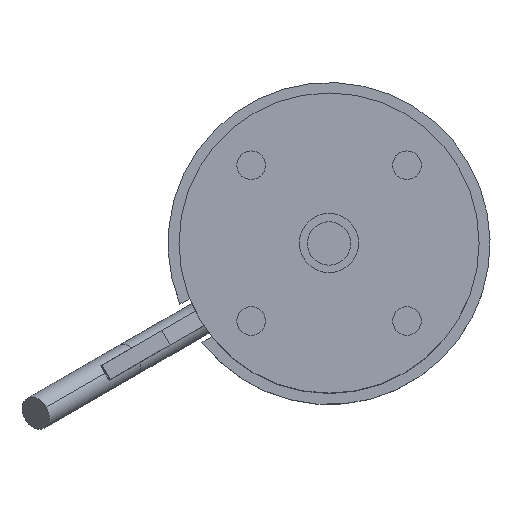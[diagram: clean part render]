
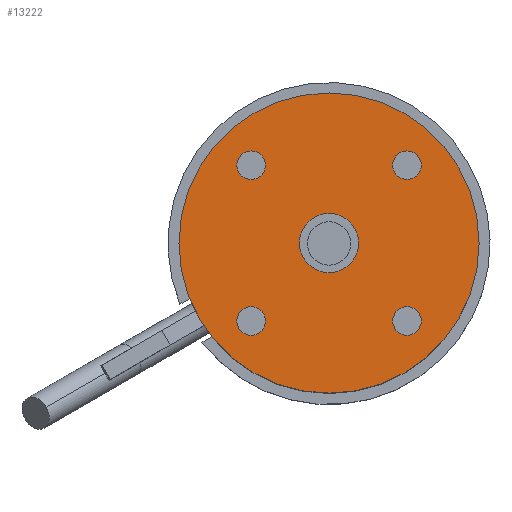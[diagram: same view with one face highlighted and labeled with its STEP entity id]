
A CAD part, top view. The second image highlights one B-rep face of the part: STEP entity #13222.
In plain terms, the highlighted face is planar.
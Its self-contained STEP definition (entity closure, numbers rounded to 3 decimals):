
#27 = CARTESIAN_POINT ( 'NONE',  ( 40.222, -7.209, -0.172 ) ) ;
#518 = VERTEX_POINT ( 'NONE', #15150 ) ;
#521 = DIRECTION ( 'NONE',  ( -1., 0., 0. ) ) ;
#534 = DIRECTION ( 'NONE',  ( 0., -0.5, -0.866 ) ) ;
#855 = AXIS2_PLACEMENT_3D ( 'NONE', #4278, #5283, #9157 ) ;
#882 = CARTESIAN_POINT ( 'NONE',  ( 40.222, 2.071, -6.727 ) ) ;
#998 = AXIS2_PLACEMENT_3D ( 'NONE', #2736, #521, #10334 ) ;
#1063 = EDGE_CURVE ( 'NONE', #10239, #11781, #2614, .T. ) ;
#1221 = DIRECTION ( 'NONE',  ( 0., -0.5, -0.866 ) ) ;
#1375 = VERTEX_POINT ( 'NONE', #6538 ) ;
#1437 = AXIS2_PLACEMENT_3D ( 'NONE', #1995, #8846, #2852 ) ;
#1492 = CARTESIAN_POINT ( 'NONE',  ( 40.222, 0., 1. ) ) ;
#1830 = CARTESIAN_POINT ( 'NONE',  ( 40.222, 7.727, 3.071 ) ) ;
#1882 = DIRECTION ( 'NONE',  ( -1., 0., 0. ) ) ;
#1922 = ORIENTED_EDGE ( 'NONE', *, *, #6848, .T. ) ;
#1995 = CARTESIAN_POINT ( 'NONE',  ( 40.222, -2.071, 8.727 ) ) ;
#2001 = CARTESIAN_POINT ( 'NONE',  ( 40.222, 2.589, -5.829 ) ) ;
#2097 = EDGE_LOOP ( 'NONE', ( #9935, #7736 ) ) ;
#2206 = CIRCLE ( 'NONE', #1437, 1.038 ) ;
#2382 = CARTESIAN_POINT ( 'NONE',  ( 40.222, -7.727, -1.071 ) ) ;
#2414 = AXIS2_PLACEMENT_3D ( 'NONE', #882, #8316, #5701 ) ;
#2527 = EDGE_LOOP ( 'NONE', ( #12638, #7626 ) ) ;
#2614 = CIRCLE ( 'NONE', #11975, 1.038 ) ;
#2736 = CARTESIAN_POINT ( 'NONE',  ( 40.222, 0., 1. ) ) ;
#2754 = FACE_BOUND ( 'NONE', #9102, .T. ) ;
#2797 = CARTESIAN_POINT ( 'NONE',  ( 40.222, -1.552, 9.626 ) ) ;
#2852 = DIRECTION ( 'NONE',  ( 0., -0.5, -0.866 ) ) ;
#2902 = AXIS2_PLACEMENT_3D ( 'NONE', #2382, #3798, #8322 ) ;
#2972 = EDGE_CURVE ( 'NONE', #6650, #14124, #3384, .T. ) ;
#3002 = DIRECTION ( 'NONE',  ( -1., 0., 0. ) ) ;
#3018 = AXIS2_PLACEMENT_3D ( 'NONE', #14691, #3644, #12343 ) ;
#3019 = AXIS2_PLACEMENT_3D ( 'NONE', #10992, #3944, #13542 ) ;
#3049 = ORIENTED_EDGE ( 'NONE', *, *, #10404, .T. ) ;
#3285 = CIRCLE ( 'NONE', #5545, 1.038 ) ;
#3384 = CIRCLE ( 'NONE', #855, 10.9 ) ;
#3537 = EDGE_CURVE ( 'NONE', #11781, #10239, #10741, .T. ) ;
#3571 = EDGE_CURVE ( 'NONE', #6969, #1375, #11503, .T. ) ;
#3644 = DIRECTION ( 'NONE',  ( -1., 0., 0. ) ) ;
#3798 = DIRECTION ( 'NONE',  ( -1., 0., 0. ) ) ;
#3944 = DIRECTION ( 'NONE',  ( -1., 0., 0. ) ) ;
#3984 = CARTESIAN_POINT ( 'NONE',  ( 40.222, -8.246, -1.969 ) ) ;
#3990 = ORIENTED_EDGE ( 'NONE', *, *, #3537, .T. ) ;
#4023 = DIRECTION ( 'NONE',  ( 0., -0.5, -0.866 ) ) ;
#4278 = CARTESIAN_POINT ( 'NONE',  ( 40.222, 0., 1. ) ) ;
#4331 = CARTESIAN_POINT ( 'NONE',  ( 40.222, 1.552, -7.626 ) ) ;
#4753 = EDGE_LOOP ( 'NONE', ( #11306, #7516 ) ) ;
#4891 = VERTEX_POINT ( 'NONE', #4331 ) ;
#5040 = FACE_BOUND ( 'NONE', #2097, .T. ) ;
#5126 = DIRECTION ( 'NONE',  ( 1., 0., 0. ) ) ;
#5188 = CARTESIAN_POINT ( 'NONE',  ( 40.222, 2.071, -6.727 ) ) ;
#5283 = DIRECTION ( 'NONE',  ( -1., 0., 0. ) ) ;
#5545 = AXIS2_PLACEMENT_3D ( 'NONE', #1830, #13952, #6647 ) ;
#5701 = DIRECTION ( 'NONE',  ( 0., -0.5, -0.866 ) ) ;
#5777 = AXIS2_PLACEMENT_3D ( 'NONE', #6176, #5126, #1221 ) ;
#5813 = DIRECTION ( 'NONE',  ( 0., -0.5, -0.866 ) ) ;
#6163 = FACE_BOUND ( 'NONE', #2527, .T. ) ;
#6176 = CARTESIAN_POINT ( 'NONE',  ( 40.222, 0., 1. ) ) ;
#6538 = CARTESIAN_POINT ( 'NONE',  ( 40.222, -1.075, -0.862 ) ) ;
#6633 = EDGE_LOOP ( 'NONE', ( #3990, #12427 ) ) ;
#6647 = DIRECTION ( 'NONE',  ( 0., -0.5, -0.866 ) ) ;
#6650 = VERTEX_POINT ( 'NONE', #11499 ) ;
#6723 = CARTESIAN_POINT ( 'NONE',  ( 40.222, 7.209, 2.172 ) ) ;
#6731 = ORIENTED_EDGE ( 'NONE', *, *, #7043, .T. ) ;
#6848 = EDGE_CURVE ( 'NONE', #13037, #4891, #14057, .T. ) ;
#6969 = VERTEX_POINT ( 'NONE', #8589 ) ;
#7043 = EDGE_CURVE ( 'NONE', #4891, #13037, #10967, .T. ) ;
#7082 = VERTEX_POINT ( 'NONE', #15091 ) ;
#7516 = ORIENTED_EDGE ( 'NONE', *, *, #2972, .F. ) ;
#7557 = VERTEX_POINT ( 'NONE', #6723 ) ;
#7626 = ORIENTED_EDGE ( 'NONE', *, *, #3571, .F. ) ;
#7736 = ORIENTED_EDGE ( 'NONE', *, *, #13039, .T. ) ;
#7795 = CIRCLE ( 'NONE', #3018, 1.038 ) ;
#8316 = DIRECTION ( 'NONE',  ( -1., 0., 0. ) ) ;
#8322 = DIRECTION ( 'NONE',  ( 0., -0.5, -0.866 ) ) ;
#8451 = VERTEX_POINT ( 'NONE', #2797 ) ;
#8523 = EDGE_LOOP ( 'NONE', ( #6731, #1922 ) ) ;
#8589 = CARTESIAN_POINT ( 'NONE',  ( 40.222, 1.075, 2.862 ) ) ;
#8697 = AXIS2_PLACEMENT_3D ( 'NONE', #15372, #15519, #5813 ) ;
#8753 = DIRECTION ( 'NONE',  ( 1., 0., 0. ) ) ;
#8846 = DIRECTION ( 'NONE',  ( -1., 0., 0. ) ) ;
#9102 = EDGE_LOOP ( 'NONE', ( #3049, #15407 ) ) ;
#9157 = DIRECTION ( 'NONE',  ( 0., -0.5, -0.866 ) ) ;
#9528 = CIRCLE ( 'NONE', #8697, 1.038 ) ;
#9566 = EDGE_CURVE ( 'NONE', #1375, #6969, #13373, .T. ) ;
#9771 = EDGE_CURVE ( 'NONE', #8451, #7082, #7795, .T. ) ;
#9823 = CIRCLE ( 'NONE', #998, 10.9 ) ;
#9871 = FACE_BOUND ( 'NONE', #6633, .T. ) ;
#9935 = ORIENTED_EDGE ( 'NONE', *, *, #10268, .T. ) ;
#10223 = AXIS2_PLACEMENT_3D ( 'NONE', #1492, #8753, #4023 ) ;
#10239 = VERTEX_POINT ( 'NONE', #27 ) ;
#10268 = EDGE_CURVE ( 'NONE', #7557, #518, #9528, .T. ) ;
#10334 = DIRECTION ( 'NONE',  ( 0., -0.5, -0.866 ) ) ;
#10404 = EDGE_CURVE ( 'NONE', #7082, #8451, #2206, .T. ) ;
#10741 = CIRCLE ( 'NONE', #2902, 1.038 ) ;
#10967 = CIRCLE ( 'NONE', #13306, 1.038 ) ;
#10992 = CARTESIAN_POINT ( 'NONE',  ( 40.222, 0., 1. ) ) ;
#11294 = DIRECTION ( 'NONE',  ( 0., -0.5, -0.866 ) ) ;
#11306 = ORIENTED_EDGE ( 'NONE', *, *, #12536, .F. ) ;
#11499 = CARTESIAN_POINT ( 'NONE',  ( 40.222, 5.45, 10.44 ) ) ;
#11503 = CIRCLE ( 'NONE', #10223, 2.15 ) ;
#11781 = VERTEX_POINT ( 'NONE', #3984 ) ;
#11975 = AXIS2_PLACEMENT_3D ( 'NONE', #12419, #3002, #534 ) ;
#12129 = PLANE ( 'NONE',  #3019 ) ;
#12343 = DIRECTION ( 'NONE',  ( 0., -0.5, -0.866 ) ) ;
#12419 = CARTESIAN_POINT ( 'NONE',  ( 40.222, -7.727, -1.071 ) ) ;
#12427 = ORIENTED_EDGE ( 'NONE', *, *, #1063, .T. ) ;
#12536 = EDGE_CURVE ( 'NONE', #14124, #6650, #9823, .T. ) ;
#12638 = ORIENTED_EDGE ( 'NONE', *, *, #9566, .F. ) ;
#13037 = VERTEX_POINT ( 'NONE', #2001 ) ;
#13039 = EDGE_CURVE ( 'NONE', #518, #7557, #3285, .T. ) ;
#13222 = ADVANCED_FACE ( 'NONE', ( #6163, #2754, #5040, #9871, #14774, #14697 ), #12129, .F. ) ;
#13306 = AXIS2_PLACEMENT_3D ( 'NONE', #5188, #1882, #11294 ) ;
#13373 = CIRCLE ( 'NONE', #5777, 2.15 ) ;
#13542 = DIRECTION ( 'NONE',  ( 0., 1., 0. ) ) ;
#13952 = DIRECTION ( 'NONE',  ( -1., 0., 0. ) ) ;
#14057 = CIRCLE ( 'NONE', #2414, 1.038 ) ;
#14124 = VERTEX_POINT ( 'NONE', #14901 ) ;
#14691 = CARTESIAN_POINT ( 'NONE',  ( 40.222, -2.071, 8.727 ) ) ;
#14697 = FACE_OUTER_BOUND ( 'NONE', #4753, .T. ) ;
#14774 = FACE_BOUND ( 'NONE', #8523, .T. ) ;
#14901 = CARTESIAN_POINT ( 'NONE',  ( 40.222, -5.45, -8.44 ) ) ;
#15091 = CARTESIAN_POINT ( 'NONE',  ( 40.222, -2.589, 7.829 ) ) ;
#15150 = CARTESIAN_POINT ( 'NONE',  ( 40.222, 8.246, 3.969 ) ) ;
#15372 = CARTESIAN_POINT ( 'NONE',  ( 40.222, 7.727, 3.071 ) ) ;
#15407 = ORIENTED_EDGE ( 'NONE', *, *, #9771, .T. ) ;
#15519 = DIRECTION ( 'NONE',  ( -1., 0., 0. ) ) ;
